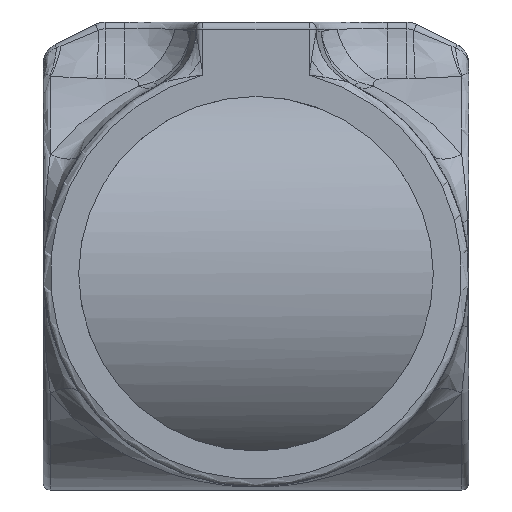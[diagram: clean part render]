
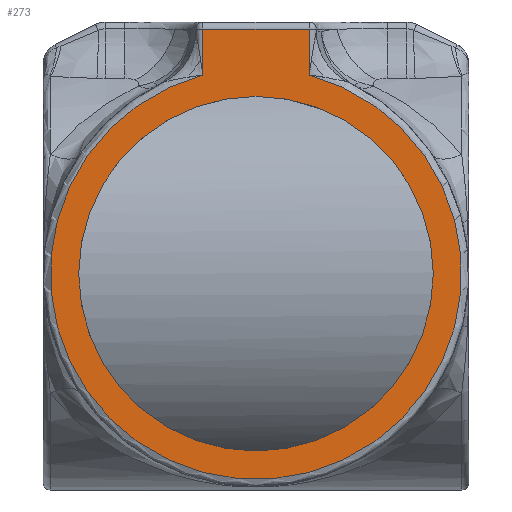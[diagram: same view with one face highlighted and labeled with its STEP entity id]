
A CAD part, front view. The second image highlights one B-rep face of the part: STEP entity #273.
In plain terms, the highlighted planar face has unit normal (0, -1, 0).
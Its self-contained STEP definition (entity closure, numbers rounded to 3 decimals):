
#20 = FACE_OUTER_BOUND ( 'NONE', #2264, .T. ) ;
#33 = VERTEX_POINT ( 'NONE', #444 ) ;
#204 = CARTESIAN_POINT ( 'NONE',  ( 0., -64., 0. ) ) ;
#234 = CARTESIAN_POINT ( 'NONE',  ( 0., -64., 25. ) ) ;
#259 = DIRECTION ( 'NONE',  ( 0., 0., 1. ) ) ;
#273 = ADVANCED_FACE ( 'NONE', ( #20, #4988 ), #1855, .F. ) ;
#312 = DIRECTION ( 'NONE',  ( 0., 1., 0. ) ) ;
#444 = CARTESIAN_POINT ( 'NONE',  ( -7.5, -64., 34.5 ) ) ;
#550 = ORIENTED_EDGE ( 'NONE', *, *, #3576, .T. ) ;
#635 = DIRECTION ( 'NONE',  ( 0., 0., 1. ) ) ;
#900 = CIRCLE ( 'NONE', #3474, 29. ) ;
#1034 = CARTESIAN_POINT ( 'NONE',  ( 7.5, -64., 28.013 ) ) ;
#1067 = CARTESIAN_POINT ( 'NONE',  ( 0., -64., 0. ) ) ;
#1241 = EDGE_CURVE ( 'NONE', #2060, #3617, #5053, .T. ) ;
#1326 = VERTEX_POINT ( 'NONE', #1601 ) ;
#1392 = EDGE_LOOP ( 'NONE', ( #5226, #3971 ) ) ;
#1413 = VERTEX_POINT ( 'NONE', #3279 ) ;
#1437 = CARTESIAN_POINT ( 'NONE',  ( -8.5, -64., 34.5 ) ) ;
#1448 = LINE ( 'NONE', #1437, #4517 ) ;
#1551 = DIRECTION ( 'NONE',  ( 0., 0., -1. ) ) ;
#1578 = VECTOR ( 'NONE', #1551, 1000. ) ;
#1601 = CARTESIAN_POINT ( 'NONE',  ( 0., -64., -25. ) ) ;
#1855 = PLANE ( 'NONE',  #2533 ) ;
#2044 = CIRCLE ( 'NONE', #3981, 25. ) ;
#2060 = VERTEX_POINT ( 'NONE', #1034 ) ;
#2238 = EDGE_CURVE ( 'NONE', #33, #1413, #3453, .T. ) ;
#2246 = ORIENTED_EDGE ( 'NONE', *, *, #1241, .T. ) ;
#2264 = EDGE_LOOP ( 'NONE', ( #550, #2246, #3729, #3869 ) ) ;
#2276 = DIRECTION ( 'NONE',  ( 0., 0., 1. ) ) ;
#2356 = CARTESIAN_POINT ( 'NONE',  ( 7.5, -64., 35.5 ) ) ;
#2432 = CARTESIAN_POINT ( 'NONE',  ( 0., -64., 0. ) ) ;
#2515 = CARTESIAN_POINT ( 'NONE',  ( 7.5, -64., 34.5 ) ) ;
#2533 = AXIS2_PLACEMENT_3D ( 'NONE', #1067, #4649, #259 ) ;
#3019 = CIRCLE ( 'NONE', #4805, 25. ) ;
#3279 = CARTESIAN_POINT ( 'NONE',  ( -7.5, -64., 28.013 ) ) ;
#3453 = LINE ( 'NONE', #3565, #1578 ) ;
#3474 = AXIS2_PLACEMENT_3D ( 'NONE', #2432, #4454, #4939 ) ;
#3565 = CARTESIAN_POINT ( 'NONE',  ( -7.5, -64., 28.771 ) ) ;
#3576 = EDGE_CURVE ( 'NONE', #1413, #2060, #900, .T. ) ;
#3617 = VERTEX_POINT ( 'NONE', #2515 ) ;
#3729 = ORIENTED_EDGE ( 'NONE', *, *, #3915, .T. ) ;
#3869 = ORIENTED_EDGE ( 'NONE', *, *, #2238, .T. ) ;
#3913 = EDGE_CURVE ( 'NONE', #1326, #4240, #3019, .T. ) ;
#3915 = EDGE_CURVE ( 'NONE', #3617, #33, #1448, .T. ) ;
#3971 = ORIENTED_EDGE ( 'NONE', *, *, #5032, .T. ) ;
#3981 = AXIS2_PLACEMENT_3D ( 'NONE', #204, #4610, #635 ) ;
#4240 = VERTEX_POINT ( 'NONE', #234 ) ;
#4454 = DIRECTION ( 'NONE',  ( 0., -1., 0. ) ) ;
#4517 = VECTOR ( 'NONE', #4636, 1000. ) ;
#4610 = DIRECTION ( 'NONE',  ( 0., 1., 0. ) ) ;
#4636 = DIRECTION ( 'NONE',  ( -1., 0., 0. ) ) ;
#4649 = DIRECTION ( 'NONE',  ( 0., 1., 0. ) ) ;
#4663 = CARTESIAN_POINT ( 'NONE',  ( 0., -64., 0. ) ) ;
#4805 = AXIS2_PLACEMENT_3D ( 'NONE', #4663, #312, #2276 ) ;
#4824 = DIRECTION ( 'NONE',  ( 0., 0., 1. ) ) ;
#4910 = VECTOR ( 'NONE', #4824, 1000. ) ;
#4939 = DIRECTION ( 'NONE',  ( 0., 0., 1. ) ) ;
#4988 = FACE_BOUND ( 'NONE', #1392, .T. ) ;
#5032 = EDGE_CURVE ( 'NONE', #4240, #1326, #2044, .T. ) ;
#5053 = LINE ( 'NONE', #2356, #4910 ) ;
#5226 = ORIENTED_EDGE ( 'NONE', *, *, #3913, .T. ) ;
